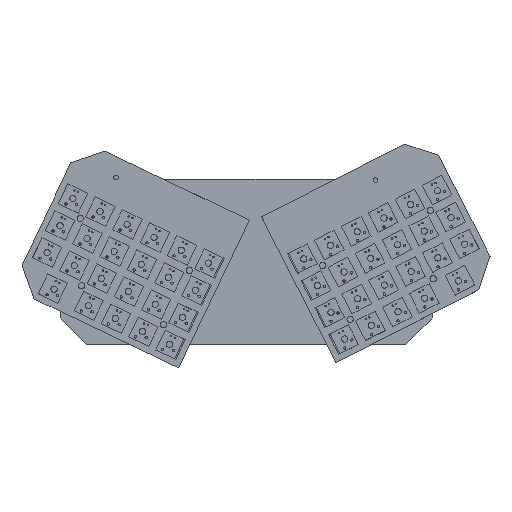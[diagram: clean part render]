
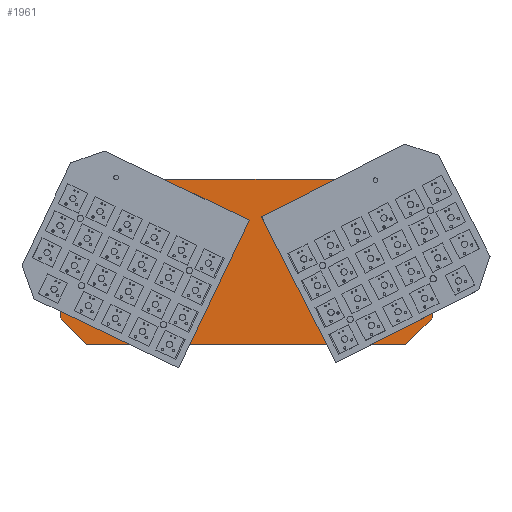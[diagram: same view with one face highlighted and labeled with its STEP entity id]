
A CAD part, top view. The second image highlights one B-rep face of the part: STEP entity #1961.
In plain terms, the highlighted planar face has unit normal (0, 0, 1).
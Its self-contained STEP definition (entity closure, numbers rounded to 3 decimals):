
#53 = VECTOR ( 'NONE', #7989, 1000. ) ;
#462 = PLANE ( 'NONE',  #11376 ) ;
#763 = DIRECTION ( 'NONE',  ( 1., 0., 0. ) ) ;
#1961 = ADVANCED_FACE ( 'NONE', ( #14107 ), #462, .T. ) ;
#2385 = CARTESIAN_POINT ( 'NONE',  ( 16.093, -105., 2. ) ) ;
#2606 = VECTOR ( 'NONE', #17418, 1000. ) ;
#3196 = ORIENTED_EDGE ( 'NONE', *, *, #12334, .T. ) ;
#3389 = EDGE_LOOP ( 'NONE', ( #30127, #18660, #3196, #19993, #17429, #21028, #22026, #16098 ) ) ;
#4700 = VERTEX_POINT ( 'NONE', #7787 ) ;
#4735 = VECTOR ( 'NONE', #5503, 1000. ) ;
#5299 = CARTESIAN_POINT ( 'NONE',  ( 0., -88., 2. ) ) ;
#5503 = DIRECTION ( 'NONE',  ( -0.707, -0.707, 0. ) ) ;
#6017 = DIRECTION ( 'NONE',  ( 0.687, -0.726, 0. ) ) ;
#6685 = VERTEX_POINT ( 'NONE', #5299 ) ;
#6976 = CARTESIAN_POINT ( 'NONE',  ( 236., -88., 2. ) ) ;
#7632 = EDGE_CURVE ( 'NONE', #24187, #18499, #27733, .T. ) ;
#7787 = CARTESIAN_POINT ( 'NONE',  ( 0., -17., 2. ) ) ;
#7989 = DIRECTION ( 'NONE',  ( -0.687, 0.726, 0. ) ) ;
#9019 = VECTOR ( 'NONE', #14003, 1000. ) ;
#9824 = VECTOR ( 'NONE', #20478, 1000. ) ;
#9886 = CARTESIAN_POINT ( 'NONE',  ( 17., 0., 2. ) ) ;
#11240 = VECTOR ( 'NONE', #30281, 1000. ) ;
#11376 = AXIS2_PLACEMENT_3D ( 'NONE', #21853, #12405, #763 ) ;
#11474 = CARTESIAN_POINT ( 'NONE',  ( 16.093, -105., 2. ) ) ;
#11524 = CARTESIAN_POINT ( 'NONE',  ( 0., -88., 2. ) ) ;
#11591 = LINE ( 'NONE', #11474, #11240 ) ;
#11946 = DIRECTION ( 'NONE',  ( 0.707, 0.707, 0. ) ) ;
#12334 = EDGE_CURVE ( 'NONE', #6685, #15758, #29653, .T. ) ;
#12405 = DIRECTION ( 'NONE',  ( 0., 0., 1. ) ) ;
#12783 = CARTESIAN_POINT ( 'NONE',  ( 219., 0., 2. ) ) ;
#13983 = VECTOR ( 'NONE', #11946, 1000. ) ;
#14003 = DIRECTION ( 'NONE',  ( 0., 1., 0. ) ) ;
#14107 = FACE_OUTER_BOUND ( 'NONE', #3389, .T. ) ;
#14214 = LINE ( 'NONE', #9886, #4735 ) ;
#15025 = LINE ( 'NONE', #12783, #2606 ) ;
#15721 = EDGE_CURVE ( 'NONE', #15758, #28020, #11591, .T. ) ;
#15758 = VERTEX_POINT ( 'NONE', #2385 ) ;
#16098 = ORIENTED_EDGE ( 'NONE', *, *, #25406, .T. ) ;
#17418 = DIRECTION ( 'NONE',  ( -1., 0., 0. ) ) ;
#17429 = ORIENTED_EDGE ( 'NONE', *, *, #23984, .T. ) ;
#18499 = VERTEX_POINT ( 'NONE', #26570 ) ;
#18660 = ORIENTED_EDGE ( 'NONE', *, *, #27505, .T. ) ;
#19167 = LINE ( 'NONE', #21391, #13983 ) ;
#19596 = VERTEX_POINT ( 'NONE', #21531 ) ;
#19993 = ORIENTED_EDGE ( 'NONE', *, *, #15721, .T. ) ;
#20103 = CARTESIAN_POINT ( 'NONE',  ( 236., -17.958, 2. ) ) ;
#20372 = CARTESIAN_POINT ( 'NONE',  ( 0., -17., 2. ) ) ;
#20478 = DIRECTION ( 'NONE',  ( 0., -1., 0. ) ) ;
#20501 = LINE ( 'NONE', #20372, #9824 ) ;
#21028 = ORIENTED_EDGE ( 'NONE', *, *, #7632, .T. ) ;
#21289 = VECTOR ( 'NONE', #6017, 1000. ) ;
#21391 = CARTESIAN_POINT ( 'NONE',  ( 219., -105., 2. ) ) ;
#21531 = CARTESIAN_POINT ( 'NONE',  ( 17., 0., 2. ) ) ;
#21853 = CARTESIAN_POINT ( 'NONE',  ( 0., 0., 2. ) ) ;
#22026 = ORIENTED_EDGE ( 'NONE', *, *, #25384, .T. ) ;
#23984 = EDGE_CURVE ( 'NONE', #28020, #24187, #19167, .T. ) ;
#24153 = CARTESIAN_POINT ( 'NONE',  ( 236., -88., 2. ) ) ;
#24187 = VERTEX_POINT ( 'NONE', #24153 ) ;
#24235 = LINE ( 'NONE', #20103, #53 ) ;
#25384 = EDGE_CURVE ( 'NONE', #18499, #27069, #24235, .T. ) ;
#25406 = EDGE_CURVE ( 'NONE', #27069, #19596, #15025, .T. ) ;
#26570 = CARTESIAN_POINT ( 'NONE',  ( 236., -17.958, 2. ) ) ;
#27069 = VERTEX_POINT ( 'NONE', #29849 ) ;
#27484 = CARTESIAN_POINT ( 'NONE',  ( 219., -105., 2. ) ) ;
#27505 = EDGE_CURVE ( 'NONE', #4700, #6685, #20501, .T. ) ;
#27733 = LINE ( 'NONE', #6976, #9019 ) ;
#27743 = EDGE_CURVE ( 'NONE', #19596, #4700, #14214, .T. ) ;
#28020 = VERTEX_POINT ( 'NONE', #27484 ) ;
#29653 = LINE ( 'NONE', #11524, #21289 ) ;
#29849 = CARTESIAN_POINT ( 'NONE',  ( 219., 0., 2. ) ) ;
#30127 = ORIENTED_EDGE ( 'NONE', *, *, #27743, .T. ) ;
#30281 = DIRECTION ( 'NONE',  ( 1., 0., 0. ) ) ;
